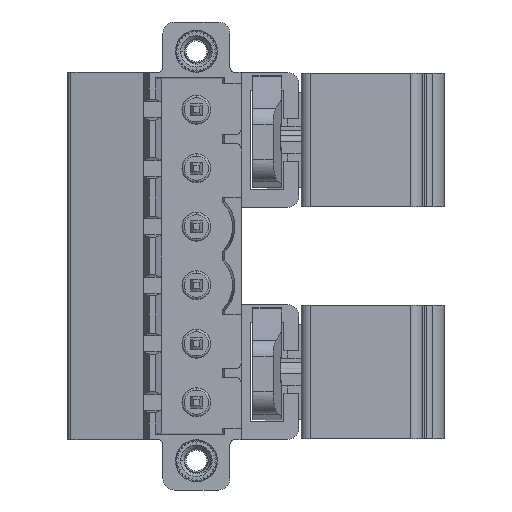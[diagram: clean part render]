
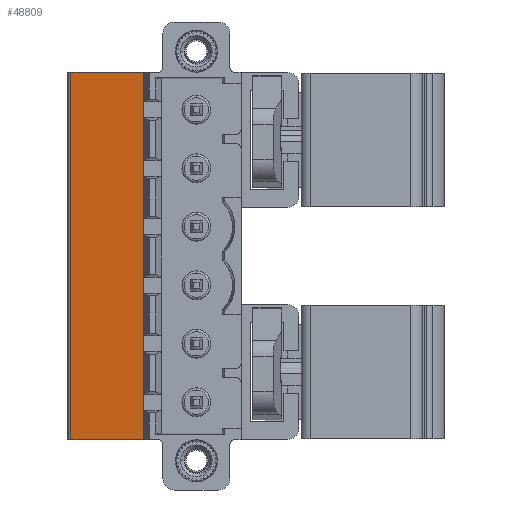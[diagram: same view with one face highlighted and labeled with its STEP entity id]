
A CAD part, left-side view. The second image highlights one B-rep face of the part: STEP entity #48809.
In plain terms, the highlighted planar face has unit normal (-0.991, 0.137, 0).
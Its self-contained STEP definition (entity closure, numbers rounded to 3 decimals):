
#2199=DIRECTION('',(-0.137,-0.991,0.));
#2200=VECTOR('',#2199,7.057);
#2201=CARTESIAN_POINT('',(10.664,14.791,3.24));
#2202=LINE('',#2201,#2200);
#5755=DIRECTION('',(-0.137,-0.991,0.));
#5756=VECTOR('',#5755,7.057);
#5757=CARTESIAN_POINT('',(10.664,14.791,-28.64));
#5758=LINE('',#5757,#5756);
#13764=DIRECTION('',(0.,0.,1.));
#13765=VECTOR('',#13764,2.84);
#13766=CARTESIAN_POINT('',(9.7,7.8,-28.64));
#13767=LINE('',#13766,#13765);
#13778=DIRECTION('',(0.,0.,1.));
#13779=VECTOR('',#13778,4.28);
#13780=CARTESIAN_POINT('',(9.7,7.8,-25.));
#13781=LINE('',#13780,#13779);
#13792=DIRECTION('',(0.,0.,1.));
#13793=VECTOR('',#13792,4.28);
#13794=CARTESIAN_POINT('',(9.7,7.8,-19.92));
#13795=LINE('',#13794,#13793);
#13806=DIRECTION('',(0.,0.,1.));
#13807=VECTOR('',#13806,4.28);
#13808=CARTESIAN_POINT('',(9.7,7.8,-14.84));
#13809=LINE('',#13808,#13807);
#13820=DIRECTION('',(0.,0.,1.));
#13821=VECTOR('',#13820,4.28);
#13822=CARTESIAN_POINT('',(9.7,7.8,-9.76));
#13823=LINE('',#13822,#13821);
#13834=DIRECTION('',(0.,0.,1.));
#13835=VECTOR('',#13834,4.28);
#13836=CARTESIAN_POINT('',(9.7,7.8,-4.68));
#13837=LINE('',#13836,#13835);
#13848=DIRECTION('',(0.,0.,1.));
#13849=VECTOR('',#13848,2.84);
#13850=CARTESIAN_POINT('',(9.7,7.8,0.4));
#13851=LINE('',#13850,#13849);
#13852=CARTESIAN_POINT('',(9.7,7.8,-15.24));
#13853=DIRECTION('',(-0.991,0.137,0.));
#13854=DIRECTION('',(0.,0.,1.));
#13855=AXIS2_PLACEMENT_3D('',#13852,#13853,#13854);
#13857=CARTESIAN_POINT('',(9.7,7.8,-15.24));
#13858=DIRECTION('',(-0.991,0.137,0.));
#13859=DIRECTION('',(0.137,0.991,0.));
#13860=AXIS2_PLACEMENT_3D('',#13857,#13858,#13859);
#13862=CARTESIAN_POINT('',(9.7,7.8,-20.32));
#13863=DIRECTION('',(-0.991,0.137,0.));
#13864=DIRECTION('',(0.,0.,1.));
#13865=AXIS2_PLACEMENT_3D('',#13862,#13863,#13864);
#13867=CARTESIAN_POINT('',(9.7,7.8,-20.32));
#13868=DIRECTION('',(-0.991,0.137,0.));
#13869=DIRECTION('',(0.137,0.991,0.));
#13870=AXIS2_PLACEMENT_3D('',#13867,#13868,#13869);
#13872=CARTESIAN_POINT('',(9.7,7.8,-25.4));
#13873=DIRECTION('',(-0.991,0.137,0.));
#13874=DIRECTION('',(0.,0.,1.));
#13875=AXIS2_PLACEMENT_3D('',#13872,#13873,#13874);
#13877=CARTESIAN_POINT('',(9.7,7.8,-25.4));
#13878=DIRECTION('',(-0.991,0.137,0.));
#13879=DIRECTION('',(0.137,0.991,0.));
#13880=AXIS2_PLACEMENT_3D('',#13877,#13878,#13879);
#13882=CARTESIAN_POINT('',(9.7,7.8,0.));
#13883=DIRECTION('',(-0.991,0.137,0.));
#13884=DIRECTION('',(0.,0.,1.));
#13885=AXIS2_PLACEMENT_3D('',#13882,#13883,#13884);
#13887=CARTESIAN_POINT('',(9.7,7.8,0.));
#13888=DIRECTION('',(-0.991,0.137,0.));
#13889=DIRECTION('',(0.137,0.991,0.));
#13890=AXIS2_PLACEMENT_3D('',#13887,#13888,#13889);
#13892=CARTESIAN_POINT('',(9.7,7.8,-5.08));
#13893=DIRECTION('',(-0.991,0.137,0.));
#13894=DIRECTION('',(0.,0.,1.));
#13895=AXIS2_PLACEMENT_3D('',#13892,#13893,#13894);
#13897=CARTESIAN_POINT('',(9.7,7.8,-5.08));
#13898=DIRECTION('',(-0.991,0.137,0.));
#13899=DIRECTION('',(0.137,0.991,0.));
#13900=AXIS2_PLACEMENT_3D('',#13897,#13898,#13899);
#13902=CARTESIAN_POINT('',(9.7,7.8,-10.16));
#13903=DIRECTION('',(-0.991,0.137,0.));
#13904=DIRECTION('',(0.,0.,1.));
#13905=AXIS2_PLACEMENT_3D('',#13902,#13903,#13904);
#13907=CARTESIAN_POINT('',(9.7,7.8,-10.16));
#13908=DIRECTION('',(-0.991,0.137,0.));
#13909=DIRECTION('',(0.137,0.991,0.));
#13910=AXIS2_PLACEMENT_3D('',#13907,#13908,#13909);
#13942=DIRECTION('',(0.,0.,-1.));
#13943=VECTOR('',#13942,31.88);
#13944=CARTESIAN_POINT('',(10.664,14.791,3.24));
#13945=LINE('',#13944,#13943);
#26200=CARTESIAN_POINT('',(9.7,7.8,3.24));
#26202=VERTEX_POINT('',#26200);
#26379=CARTESIAN_POINT('',(10.664,14.791,3.24));
#26381=VERTEX_POINT('',#26379);
#26382=CARTESIAN_POINT('',(9.7,7.8,0.4));
#26383=VERTEX_POINT('',#26382);
#26384=CARTESIAN_POINT('',(9.755,8.196,0.));
#26385=CARTESIAN_POINT('',(9.7,7.8,-0.4));
#26386=VERTEX_POINT('',#26384);
#26387=VERTEX_POINT('',#26385);
#26392=CARTESIAN_POINT('',(9.755,8.196,-5.08));
#26393=CARTESIAN_POINT('',(9.7,7.8,-5.48));
#26394=VERTEX_POINT('',#26392);
#26395=VERTEX_POINT('',#26393);
#26396=CARTESIAN_POINT('',(9.7,7.8,-4.68));
#26397=VERTEX_POINT('',#26396);
#26402=CARTESIAN_POINT('',(9.755,8.196,-10.16));
#26403=CARTESIAN_POINT('',(9.7,7.8,-10.56));
#26404=VERTEX_POINT('',#26402);
#26405=VERTEX_POINT('',#26403);
#26406=CARTESIAN_POINT('',(9.7,7.8,-9.76));
#26407=VERTEX_POINT('',#26406);
#29467=CARTESIAN_POINT('',(9.7,7.8,-28.64));
#29469=VERTEX_POINT('',#29467);
#29645=CARTESIAN_POINT('',(10.664,14.791,-28.64));
#29647=VERTEX_POINT('',#29645);
#29649=CARTESIAN_POINT('',(9.755,8.196,-15.24));
#29650=CARTESIAN_POINT('',(9.7,7.8,-15.64));
#29651=VERTEX_POINT('',#29649);
#29652=VERTEX_POINT('',#29650);
#29653=CARTESIAN_POINT('',(9.7,7.8,-14.84));
#29654=VERTEX_POINT('',#29653);
#29659=CARTESIAN_POINT('',(9.755,8.196,-20.32));
#29660=CARTESIAN_POINT('',(9.7,7.8,-20.72));
#29661=VERTEX_POINT('',#29659);
#29662=VERTEX_POINT('',#29660);
#29663=CARTESIAN_POINT('',(9.7,7.8,-19.92));
#29664=VERTEX_POINT('',#29663);
#29669=CARTESIAN_POINT('',(9.755,8.196,-25.4));
#29670=CARTESIAN_POINT('',(9.7,7.8,-25.8));
#29671=VERTEX_POINT('',#29669);
#29672=VERTEX_POINT('',#29670);
#29673=CARTESIAN_POINT('',(9.7,7.8,-25.));
#29674=VERTEX_POINT('',#29673);
#48767=CARTESIAN_POINT('',(10.7,15.05,-2.54));
#48768=DIRECTION('',(-0.991,0.137,0.));
#48769=DIRECTION('',(-0.137,-0.991,0.));
#48770=AXIS2_PLACEMENT_3D('',#48767,#48768,#48769);
#48771=PLANE('',#48770);
#48772=ORIENTED_EDGE('',*,*,#48743,.F.);
#48774=ORIENTED_EDGE('',*,*,#48773,.T.);
#48776=ORIENTED_EDGE('',*,*,#48775,.T.);
#48777=ORIENTED_EDGE('',*,*,#48737,.F.);
#48779=ORIENTED_EDGE('',*,*,#48778,.T.);
#48781=ORIENTED_EDGE('',*,*,#48780,.T.);
#48782=ORIENTED_EDGE('',*,*,#48731,.F.);
#48784=ORIENTED_EDGE('',*,*,#48783,.T.);
#48786=ORIENTED_EDGE('',*,*,#48785,.T.);
#48787=ORIENTED_EDGE('',*,*,#48725,.F.);
#48788=ORIENTED_EDGE('',*,*,#39271,.F.);
#48790=ORIENTED_EDGE('',*,*,#48789,.F.);
#48791=ORIENTED_EDGE('',*,*,#35479,.T.);
#48792=ORIENTED_EDGE('',*,*,#48761,.F.);
#48794=ORIENTED_EDGE('',*,*,#48793,.T.);
#48796=ORIENTED_EDGE('',*,*,#48795,.T.);
#48797=ORIENTED_EDGE('',*,*,#48755,.F.);
#48799=ORIENTED_EDGE('',*,*,#48798,.T.);
#48801=ORIENTED_EDGE('',*,*,#48800,.T.);
#48802=ORIENTED_EDGE('',*,*,#48749,.F.);
#48804=ORIENTED_EDGE('',*,*,#48803,.T.);
#48806=ORIENTED_EDGE('',*,*,#48805,.T.);
#48807=EDGE_LOOP('',(#48772,#48774,#48776,#48777,#48779,#48781,#48782,#48784,
#48786,#48787,#48788,#48790,#48791,#48792,#48794,#48796,#48797,#48799,#48801,
#48802,#48804,#48806));
#48808=FACE_OUTER_BOUND('',#48807,.F.);
#48809=ADVANCED_FACE('',(#48808),#48771,.T.);
#13856=CIRCLE('',#13855,0.4);
#13861=CIRCLE('',#13860,0.4);
#13866=CIRCLE('',#13865,0.4);
#13871=CIRCLE('',#13870,0.4);
#13876=CIRCLE('',#13875,0.4);
#13881=CIRCLE('',#13880,0.4);
#13886=CIRCLE('',#13885,0.4);
#13891=CIRCLE('',#13890,0.4);
#13896=CIRCLE('',#13895,0.4);
#13901=CIRCLE('',#13900,0.4);
#13906=CIRCLE('',#13905,0.4);
#13911=CIRCLE('',#13910,0.4);
#35479=EDGE_CURVE('',#26381,#26202,#2202,.T.);
#39271=EDGE_CURVE('',#29647,#29469,#5758,.T.);
#48725=EDGE_CURVE('',#29469,#29672,#13767,.T.);
#48731=EDGE_CURVE('',#29674,#29662,#13781,.T.);
#48737=EDGE_CURVE('',#29664,#29652,#13795,.T.);
#48743=EDGE_CURVE('',#29654,#26405,#13809,.T.);
#48749=EDGE_CURVE('',#26407,#26395,#13823,.T.);
#48755=EDGE_CURVE('',#26397,#26387,#13837,.T.);
#48761=EDGE_CURVE('',#26383,#26202,#13851,.T.);
#48773=EDGE_CURVE('',#29654,#29651,#13856,.T.);
#48775=EDGE_CURVE('',#29651,#29652,#13861,.T.);
#48778=EDGE_CURVE('',#29664,#29661,#13866,.T.);
#48780=EDGE_CURVE('',#29661,#29662,#13871,.T.);
#48783=EDGE_CURVE('',#29674,#29671,#13876,.T.);
#48785=EDGE_CURVE('',#29671,#29672,#13881,.T.);
#48789=EDGE_CURVE('',#26381,#29647,#13945,.T.);
#48793=EDGE_CURVE('',#26383,#26386,#13886,.T.);
#48795=EDGE_CURVE('',#26386,#26387,#13891,.T.);
#48798=EDGE_CURVE('',#26397,#26394,#13896,.T.);
#48800=EDGE_CURVE('',#26394,#26395,#13901,.T.);
#48803=EDGE_CURVE('',#26407,#26404,#13906,.T.);
#48805=EDGE_CURVE('',#26404,#26405,#13911,.T.);
